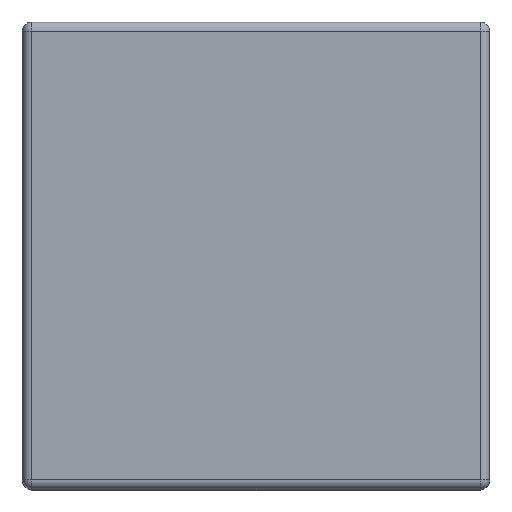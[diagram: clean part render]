
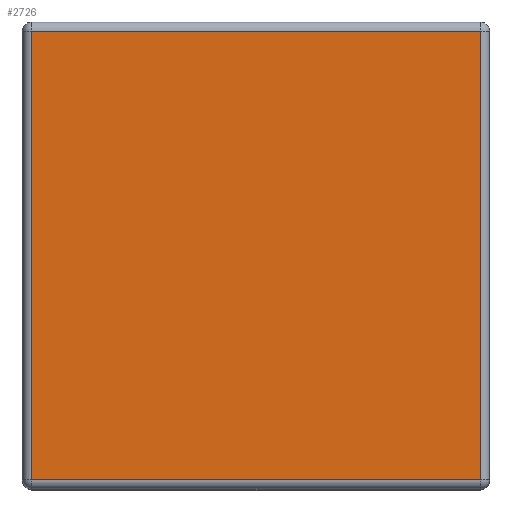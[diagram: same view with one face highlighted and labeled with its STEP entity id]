
A CAD part, top view. The second image highlights one B-rep face of the part: STEP entity #2726.
In plain terms, the highlighted planar face has unit normal (0, 0, 1).
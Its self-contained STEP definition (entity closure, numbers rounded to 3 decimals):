
#36 = EDGE_CURVE ( 'NONE', #3417, #74, #2167, .T. ) ;
#74 = VERTEX_POINT ( 'NONE', #1016 ) ;
#77 = DIRECTION ( 'NONE',  ( 0., -1., 0. ) ) ;
#151 = DIRECTION ( 'NONE',  ( 0., 1., 0. ) ) ;
#207 = CARTESIAN_POINT ( 'NONE',  ( 12., -12., 18.5 ) ) ;
#210 = VECTOR ( 'NONE', #1180, 1000. ) ;
#276 = ORIENTED_EDGE ( 'NONE', *, *, #843, .T. ) ;
#495 = EDGE_CURVE ( 'NONE', #74, #2140, #2754, .T. ) ;
#843 = EDGE_CURVE ( 'NONE', #3876, #3417, #914, .T. ) ;
#912 = VECTOR ( 'NONE', #151, 1000. ) ;
#914 = LINE ( 'NONE', #2628, #1841 ) ;
#941 = VECTOR ( 'NONE', #77, 1000. ) ;
#942 = ORIENTED_EDGE ( 'NONE', *, *, #2677, .T. ) ;
#1016 = CARTESIAN_POINT ( 'NONE',  ( -12., -12., 18.5 ) ) ;
#1063 = PLANE ( 'NONE',  #1106 ) ;
#1082 = DIRECTION ( 'NONE',  ( -1., 0., 0. ) ) ;
#1102 = DIRECTION ( 'NONE',  ( 1., 0., 0. ) ) ;
#1106 = AXIS2_PLACEMENT_3D ( 'NONE', #2346, #2982, #1102 ) ;
#1180 = DIRECTION ( 'NONE',  ( 1., 0., 0. ) ) ;
#1237 = CARTESIAN_POINT ( 'NONE',  ( -12., 12., 18.5 ) ) ;
#1423 = CARTESIAN_POINT ( 'NONE',  ( 12., 12., 18.5 ) ) ;
#1637 = EDGE_LOOP ( 'NONE', ( #942, #276, #2295, #3445 ) ) ;
#1841 = VECTOR ( 'NONE', #1082, 1000. ) ;
#1879 = FACE_OUTER_BOUND ( 'NONE', #1637, .T. ) ;
#2129 = CARTESIAN_POINT ( 'NONE',  ( 12.5, -12., 18.5 ) ) ;
#2140 = VERTEX_POINT ( 'NONE', #207 ) ;
#2167 = LINE ( 'NONE', #3863, #941 ) ;
#2295 = ORIENTED_EDGE ( 'NONE', *, *, #36, .T. ) ;
#2346 = CARTESIAN_POINT ( 'NONE',  ( 0., 0., 18.5 ) ) ;
#2628 = CARTESIAN_POINT ( 'NONE',  ( -12.5, 12., 18.5 ) ) ;
#2677 = EDGE_CURVE ( 'NONE', #2140, #3876, #3937, .T. ) ;
#2726 = ADVANCED_FACE ( 'NONE', ( #1879 ), #1063, .T. ) ;
#2754 = LINE ( 'NONE', #2129, #210 ) ;
#2982 = DIRECTION ( 'NONE',  ( 0., 0., 1. ) ) ;
#3417 = VERTEX_POINT ( 'NONE', #1237 ) ;
#3445 = ORIENTED_EDGE ( 'NONE', *, *, #495, .T. ) ;
#3863 = CARTESIAN_POINT ( 'NONE',  ( -12., -12.5, 18.5 ) ) ;
#3876 = VERTEX_POINT ( 'NONE', #1423 ) ;
#3890 = CARTESIAN_POINT ( 'NONE',  ( 12., 12.5, 18.5 ) ) ;
#3937 = LINE ( 'NONE', #3890, #912 ) ;
